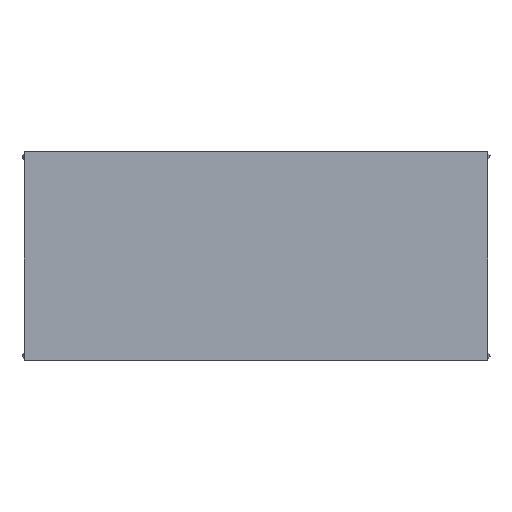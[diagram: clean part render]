
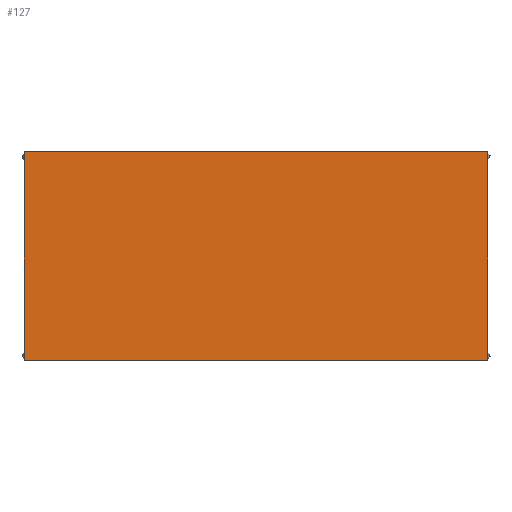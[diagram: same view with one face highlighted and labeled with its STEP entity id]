
A CAD part, top view. The second image highlights one B-rep face of the part: STEP entity #127.
In plain terms, the highlighted planar face has unit normal (0, 0, 1).
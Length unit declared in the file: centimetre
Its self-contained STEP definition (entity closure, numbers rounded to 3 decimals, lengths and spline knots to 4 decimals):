
#127=ADVANCED_FACE($,(#213),#1001,.T.);
#213=FACE_OUTER_BOUND($,#299,.T.);
#299=EDGE_LOOP($,(#397,#398,#399,#400));
#397=ORIENTED_EDGE($,*,*,#728,.F.);
#398=ORIENTED_EDGE($,*,*,#727,.F.);
#399=ORIENTED_EDGE($,*,*,#726,.F.);
#400=ORIENTED_EDGE($,*,*,#725,.F.);
#725=EDGE_CURVE($,#897,#898,#1051,.T.);
#726=EDGE_CURVE($,#898,#899,#1052,.T.);
#727=EDGE_CURVE($,#899,#900,#1053,.T.);
#728=EDGE_CURVE($,#900,#897,#1054,.T.);
#897=VERTEX_POINT($,#1390);
#898=VERTEX_POINT($,#1391);
#899=VERTEX_POINT($,#1392);
#900=VERTEX_POINT($,#1393);
#1001=PLANE($,#1250);
#1051=B_SPLINE_CURVE_WITH_KNOTS($,1,(#1360,#1361),.UNSPECIFIED.,.F.,.F.,
(2,2),(0.,90.),.UNSPECIFIED.);
#1052=B_SPLINE_CURVE_WITH_KNOTS($,1,(#1362,#1363),.UNSPECIFIED.,.F.,.F.,
(2,2),(0.,200.),.UNSPECIFIED.);
#1053=B_SPLINE_CURVE_WITH_KNOTS($,1,(#1364,#1365),.UNSPECIFIED.,.F.,.F.,
(2,2),(0.,90.),.UNSPECIFIED.);
#1054=B_SPLINE_CURVE_WITH_KNOTS($,1,(#1366,#1367),.UNSPECIFIED.,.F.,.F.,
(2,2),(0.,200.),.UNSPECIFIED.);
#1250=AXIS2_PLACEMENT_3D($,#1388,#1307,$);
#1307=DIRECTION($,(0.,0.,1.));
#1360=CARTESIAN_POINT($,(0.,-0.5,75.95));
#1361=CARTESIAN_POINT($,(0.,89.5,75.95));
#1362=CARTESIAN_POINT($,(0.,89.5,75.95));
#1363=CARTESIAN_POINT($,(200.,89.5,75.95));
#1364=CARTESIAN_POINT($,(200.,89.5,75.95));
#1365=CARTESIAN_POINT($,(200.,-0.5,75.95));
#1366=CARTESIAN_POINT($,(200.,-0.5,75.95));
#1367=CARTESIAN_POINT($,(0.,-0.5,75.95));
#1388=CARTESIAN_POINT($,(0.,-0.5,75.95));
#1390=CARTESIAN_POINT($,(0.,-0.5,75.95));
#1391=CARTESIAN_POINT($,(0.,89.5,75.95));
#1392=CARTESIAN_POINT($,(200.,89.5,75.95));
#1393=CARTESIAN_POINT($,(200.,-0.5,75.95));
